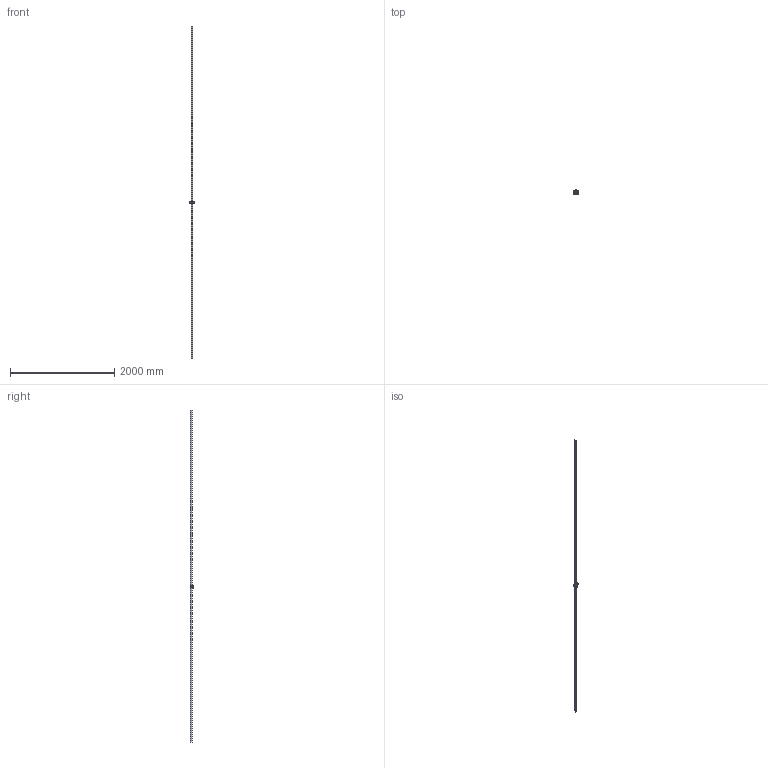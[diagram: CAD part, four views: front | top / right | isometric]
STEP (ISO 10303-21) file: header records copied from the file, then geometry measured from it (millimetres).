
FILE_DESCRIPTION(/* description */ (''),/* implementation_level */ '2;1');
FILE_NAME(/* name */ 'v6_Driveshaft v50.step',/* time_stamp */ '2019-06-10T09:18:22-07:00',/* author */ (''),/* organization */ (''),/* preprocessor_version */ 'ST-DEVELOPER v18',/* originating_system */ 'Autodesk Translation Framework v8.2.0.1029',/* authorisation */ '');
FILE_SCHEMA (('AUTOMOTIVE_DESIGN { 1 0 10303 214 3 1 1 }'));
Products named in the file (8): v6_Driveshaft; Large Motor Gear; Large Wheel Mount (1); Component20; Large wheel mount; Rail (1); Wheel placeholder 2 (1); Wheel placeholder 1 (1)
Assembly tree (7 placements, depth 2):
  v6_Driveshaft
    Large Motor Gear
    Large Wheel Mount (1)
    Component20
    Large wheel mount
    Rail (1)
    Wheel placeholder 2 (1)
    Wheel placeholder 1 (1)
Bounding box: 96.52 x 74.85 x 6360 mm (x, y, z)
Volume: 1884054.1 mm3; surface area: 1040206.6 mm2
Topology: 7 solids, 7 shells, 1173 faces, 3434 edges, 2289 vertices
Faces by surface type: cylinder 497, bspline 312, plane 276, torus 88
Full cylindrical faces by diameter (mm): 3.937 x2, 3.969 x2, 4.167 x1, 5.715 x8, 7.62 x2, 25.4 x2
Entity records: 49321 total; most frequent: CARTESIAN_POINT 19317, ORIENTED_EDGE 6868, DIRECTION 5485, EDGE_CURVE 3434, VERTEX_POINT 2289, AXIS2_PLACEMENT_3D 1966, LINE 1553, VECTOR 1553
